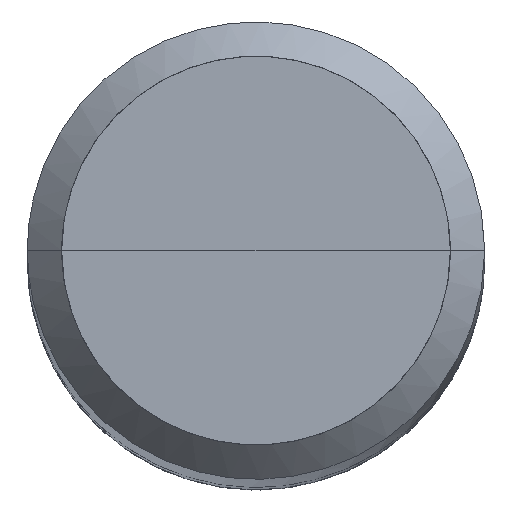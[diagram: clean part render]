
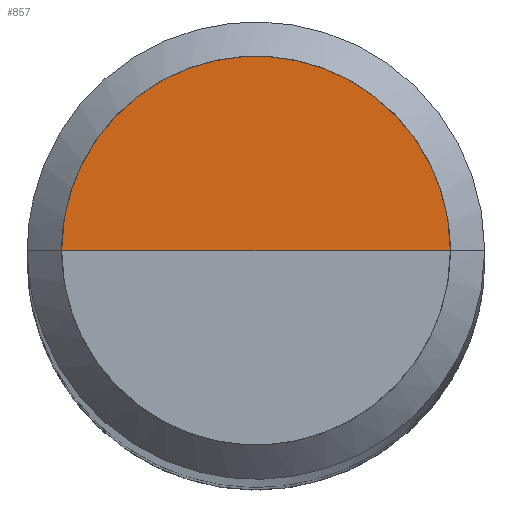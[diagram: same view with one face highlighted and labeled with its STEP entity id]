
A CAD part, top view. The second image highlights one B-rep face of the part: STEP entity #857.
In plain terms, the highlighted free-form (B-spline) face has degree [1, 2] with [2, 5] control points.
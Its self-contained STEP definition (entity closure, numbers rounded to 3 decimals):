
#596=CARTESIAN_POINT('',(3.4,0.0,80.0));
#597=CARTESIAN_POINT('',(3.4,3.4,80.0));
#598=CARTESIAN_POINT('',(0.0,3.4,80.0));
#599=CARTESIAN_POINT('',(-3.4,3.4,80.0));
#600=CARTESIAN_POINT('',(-3.4,0.0,80.0));
#601=CARTESIAN_POINT('',(0.0,0.0,80.0));
#842=(
BOUNDED_SURFACE()
B_SPLINE_SURFACE(1,2,(
(#596,#597,#598,#599,#600),
(#601,#601,#601,#601,#601)
), .UNSPECIFIED.,.F.,.F.,.F.)
B_SPLINE_SURFACE_WITH_KNOTS((2,2),(3,2,3),(
0.0,1.0),(
0.0,0.5,1.0), .UNSPECIFIED.)
GEOMETRIC_REPRESENTATION_ITEM()
RATIONAL_B_SPLINE_SURFACE(((1.0,0.707,1.0,0.707,1.0),
(1.0,0.707,1.0,0.707,1.0)
))
REPRESENTATION_ITEM('')
SURFACE()
);
#843=(
BOUNDED_CURVE()
B_SPLINE_CURVE(1,(#601,#596),.UNSPECIFIED.,.F.,.F.)
B_SPLINE_CURVE_WITH_KNOTS((2,2),
(0.0,1.0),.UNSPECIFIED.)
CURVE()
GEOMETRIC_REPRESENTATION_ITEM()
RATIONAL_B_SPLINE_CURVE((1.0,1.0))
REPRESENTATION_ITEM('')
);
#844=(
BOUNDED_CURVE()
B_SPLINE_CURVE(2,(#596,#597,#598,#599,#600),.UNSPECIFIED.,.F.,.F.)
B_SPLINE_CURVE_WITH_KNOTS((3,2,3),
(0.0,0.5,1.0),.UNSPECIFIED.)
CURVE()
GEOMETRIC_REPRESENTATION_ITEM()
RATIONAL_B_SPLINE_CURVE((1.0,0.707,1.0,0.707,1.0))
REPRESENTATION_ITEM('')
);
#845=(
BOUNDED_CURVE()
B_SPLINE_CURVE(1,(#600,#601),.UNSPECIFIED.,.F.,.F.)
B_SPLINE_CURVE_WITH_KNOTS((2,2),
(0.0,1.0),.UNSPECIFIED.)
CURVE()
GEOMETRIC_REPRESENTATION_ITEM()
RATIONAL_B_SPLINE_CURVE((1.0,1.0))
REPRESENTATION_ITEM('')
);
#846=VERTEX_POINT('',#596);
#847=VERTEX_POINT('',#600);
#848=VERTEX_POINT('',#601);
#849=EDGE_CURVE('',#848,#846,#843,.T.);
#850=EDGE_CURVE('',#846,#847,#844,.T.);
#851=EDGE_CURVE('',#847,#848,#845,.T.);
#852=ORIENTED_EDGE('',*,*,#849,.T.);
#853=ORIENTED_EDGE('',*,*,#850,.T.);
#854=ORIENTED_EDGE('',*,*,#851,.T.);
#855=EDGE_LOOP('',(#852,#853,#854));
#856=FACE_OUTER_BOUND('',#855,.T.);
#857=ADVANCED_FACE('',(#856),#842,.T.);
